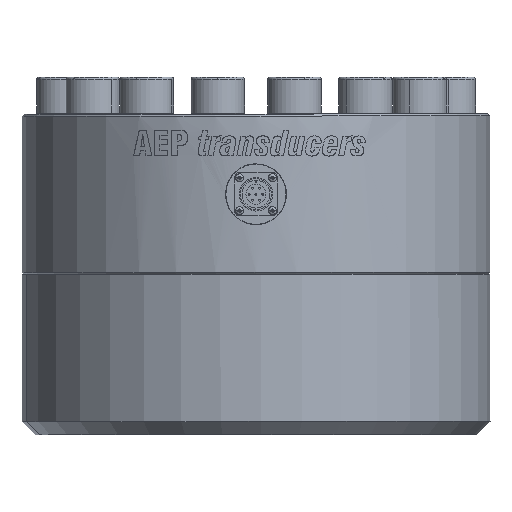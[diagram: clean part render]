
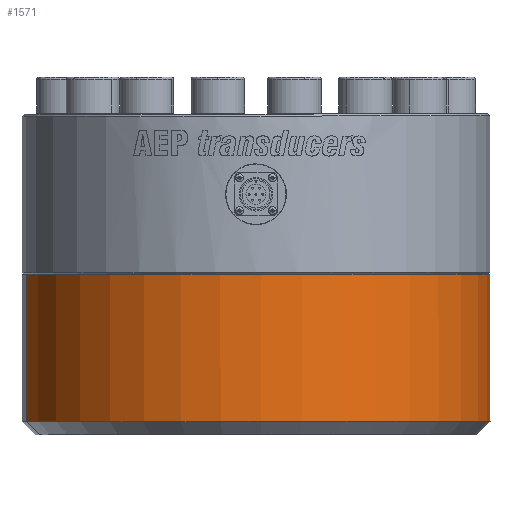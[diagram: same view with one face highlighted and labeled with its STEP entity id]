
A CAD part, front view. The second image highlights one B-rep face of the part: STEP entity #1571.
In plain terms, the highlighted cylindrical face has radius 175 mm (diameter 350 mm), a partial arc.
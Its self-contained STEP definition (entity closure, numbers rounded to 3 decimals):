
#1571=ADVANCED_FACE('',(#3633),#3634,.T.);
#3633=FACE_OUTER_BOUND('',#6655,.T.);
#3634=CYLINDRICAL_SURFACE('',#6656,175.0);
#6655=EDGE_LOOP('',(#12323,#12324,#12325,#12326));
#6656=AXIS2_PLACEMENT_3D('',#12327,#12328,#12329);
#12323=ORIENTED_EDGE('',*,*,#19938,.F.);
#12324=ORIENTED_EDGE('',*,*,#19939,.F.);
#12325=ORIENTED_EDGE('',*,*,#19940,.F.);
#12326=ORIENTED_EDGE('',*,*,#19941,.F.);
#12327=CARTESIAN_POINT('',(0.,0.,-120.0));
#12328=DIRECTION('',(0.,0.,-1.0));
#12329=DIRECTION('',(0.981,-0.195,0.));
#19938=EDGE_CURVE('',#23163,#23164,#23165,.T.);
#19939=EDGE_CURVE('0:6748',#23166,#23163,#23167,.F.);
#19940=EDGE_CURVE('',#23168,#23166,#23169,.T.);
#19941=EDGE_CURVE('0:6649',#23164,#23168,#23170,.T.);
#23163=VERTEX_POINT('',#27902);
#23164=VERTEX_POINT('',#27903);
#23165=LINE('',#27904,#27905);
#23166=VERTEX_POINT('',#27906);
#23167=CIRCLE('',#27907,175.0);
#23168=VERTEX_POINT('',#27908);
#23169=LINE('',#27909,#27910);
#23170=CIRCLE('',#27911,175.0);
#27902=CARTESIAN_POINT('',(171.637,-34.141,-120.0));
#27903=CARTESIAN_POINT('',(171.637,-34.141,-10.));
#27904=CARTESIAN_POINT('',(171.637,-34.141,-120.0));
#27905=VECTOR('',#37206,1.0);
#27906=CARTESIAN_POINT('',(-171.637,34.141,-120.0));
#27907=AXIS2_PLACEMENT_3D('',#37207,#37208,#37209);
#27908=CARTESIAN_POINT('',(-171.637,34.141,-10.));
#27909=CARTESIAN_POINT('',(-171.637,34.141,-120.0));
#27910=VECTOR('',#37210,1.0);
#27911=AXIS2_PLACEMENT_3D('',#37211,#37212,#37213);
#37206=DIRECTION('',(0.,0.,1.0));
#37207=CARTESIAN_POINT('',(0.,0.,-120.0));
#37208=DIRECTION('',(0.,0.,1.0));
#37209=DIRECTION('',(0.981,-0.195,0.));
#37210=DIRECTION('',(0.,0.,-1.0));
#37211=CARTESIAN_POINT('',(0.,0.,-10.));
#37212=DIRECTION('',(0.,0.,1.0));
#37213=DIRECTION('',(0.981,-0.195,0.));
